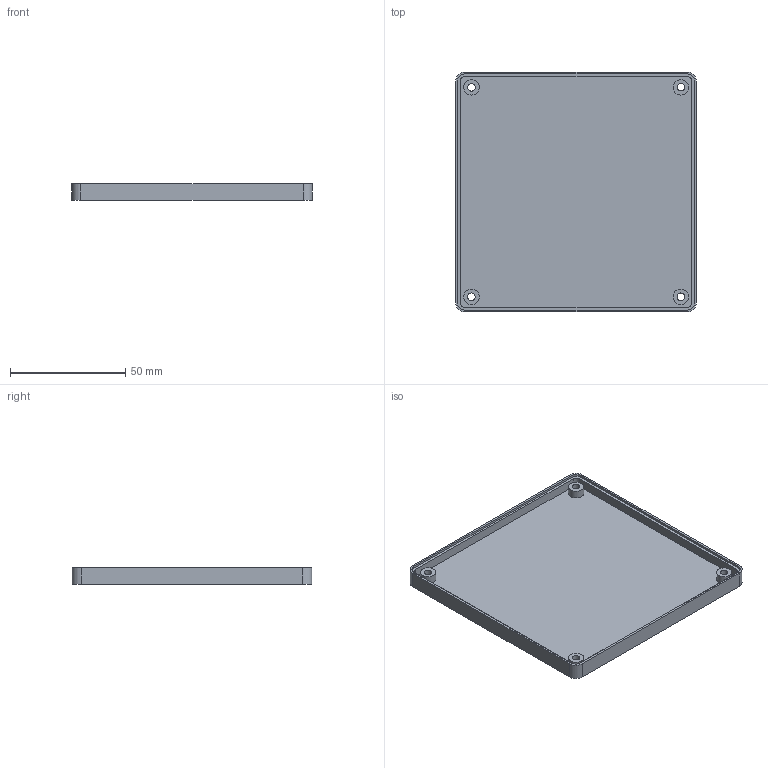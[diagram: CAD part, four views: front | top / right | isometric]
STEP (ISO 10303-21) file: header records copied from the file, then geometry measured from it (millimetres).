
FILE_DESCRIPTION(/* description */ (''),/* implementation_level */ '2;1');
FILE_NAME(/* name */ 'ATX Switch bottom.step',/* time_stamp */ '2024-04-29T16:29:05+01:00',/* author */ (''),/* organization */ (''),/* preprocessor_version */ 'ST-DEVELOPER v20',/* originating_system */ 'Autodesk Translation Framework v12.20.1.177',/* authorisation */ '');
FILE_SCHEMA (('AUTOMOTIVE_DESIGN { 1 0 10303 214 3 1 1 }'));
Length unit declared in the file: millimetre
Products named in the file (2): ATX 4-port box M3 - with different howling wolf logo; box - bottom (1)
Assembly tree (1 placements, depth 2):
  ATX 4-port box M3 - with different howling wolf logo
    box - bottom (1)
Bounding box: 104.47 x 104.14 x 7.1 mm (x, y, z)
Volume: 25483.9 mm3; surface area: 27175.6 mm2
Topology: 1 solids, 1 shells, 52 faces, 116 edges, 76 vertices
Faces by surface type: cylinder 24, plane 24, cone 4
Full cylindrical faces by diameter (mm): 3.3 x4, 6.7 x4, 10 x4
Entity records: 1529 total; most frequent: DIRECTION 278, CARTESIAN_POINT 247, ORIENTED_EDGE 232, EDGE_CURVE 116, AXIS2_PLACEMENT_3D 107, VERTEX_POINT 76, EDGE_LOOP 70, LINE 64
